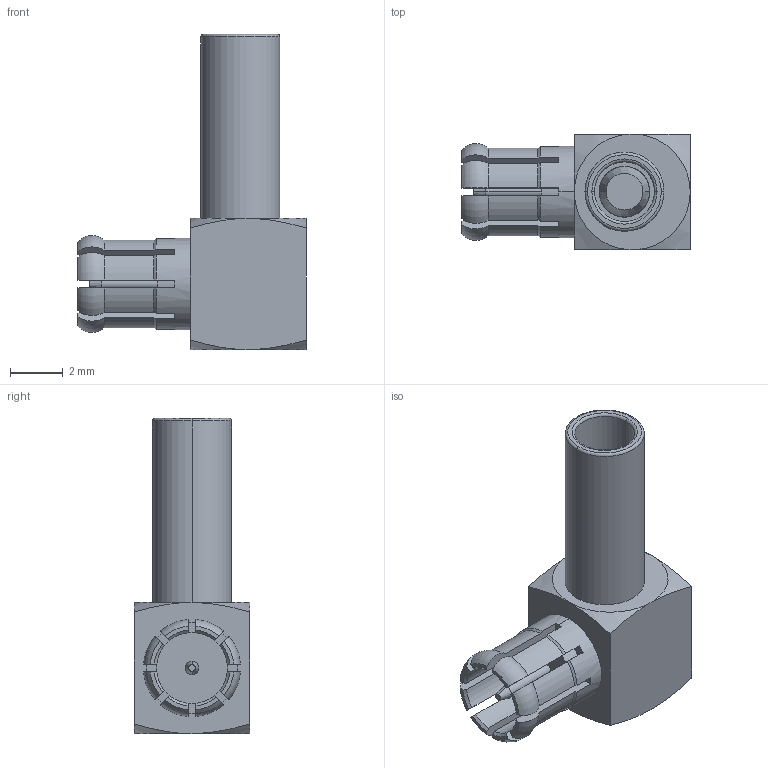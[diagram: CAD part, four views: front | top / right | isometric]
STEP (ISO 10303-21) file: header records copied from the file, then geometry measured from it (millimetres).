
FILE_DESCRIPTION((''),'2;1');
FILE_NAME('PRT0001','2021-08-31T',('1111'),(''),'PRO/ENGINEER BY PARAMETRIC TECHNOLOGY CORPORATION, 2012090','PRO/ENGINEER BY PARAMETRIC TECHNOLOGY CORPORATION, 2012090','');
FILE_SCHEMA(('CONFIG_CONTROL_DESIGN'));
Products named in the file (1): PRT0001
Bounding box: 8.7 x 4.4 x 12.01 mm (x, y, z)
Volume: 150.7 mm3; surface area: 358.1 mm2
Topology: 1 solids, 1 shells, 2417 faces, 5384 edges, 2974 vertices
Faces by surface type: plane 1223, extrusion 800, cylinder 354, cone 28, torus 12
Entity records: 76816 total; most frequent: CARTESIAN_POINT 32215, ORIENTED_EDGE 10768, DIRECTION 5672, EDGE_CURVE 5384, B_SPLINE_CURVE_WITH_KNOTS 4706, VERTEX_POINT 2974, EDGE_LOOP 2422, FACE_OUTER_BOUND 2417
